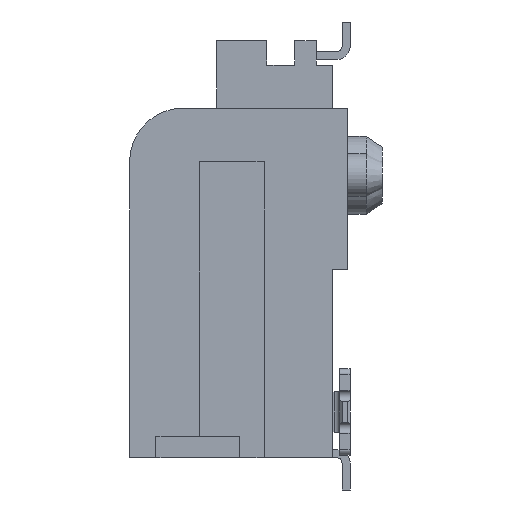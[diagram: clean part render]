
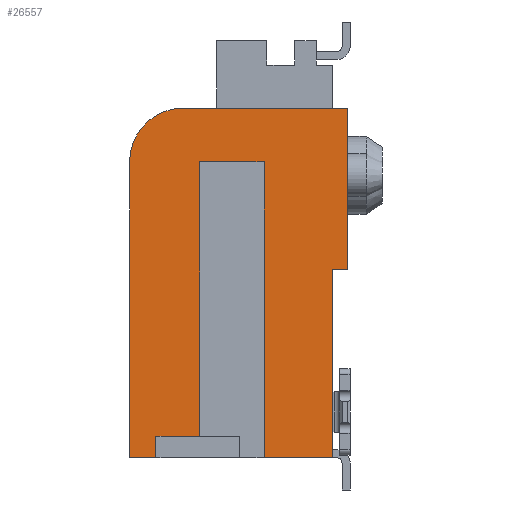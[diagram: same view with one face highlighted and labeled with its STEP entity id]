
A CAD part, left-side view. The second image highlights one B-rep face of the part: STEP entity #26557.
In plain terms, the highlighted planar face has unit normal (-1, 0, 0).
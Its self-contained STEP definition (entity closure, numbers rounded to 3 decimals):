
#213=CIRCLE('',#28118,1.);
#2324=FACE_OUTER_BOUND('',#3796,.T.);
#3796=EDGE_LOOP('',(#20343,#20344,#20345,#20346,#20347,#20348,#20349,#20350,
#20351,#20352,#20353,#20354,#20355));
#4792=LINE('',#36521,#8019);
#4798=LINE('',#36533,#8025);
#4964=LINE('',#36858,#8191);
#5752=LINE('',#38753,#8979);
#6354=LINE('',#40008,#9581);
#6355=LINE('',#40010,#9582);
#6356=LINE('',#40012,#9583);
#6357=LINE('',#40014,#9584);
#6358=LINE('',#40015,#9585);
#6359=LINE('',#40017,#9586);
#6360=LINE('',#40019,#9587);
#6361=LINE('',#40020,#9588);
#8019=VECTOR('',#29474,1.27);
#8025=VECTOR('',#29480,0.49);
#8191=VECTOR('',#29648,3.5);
#8979=VECTOR('',#31372,5.5);
#9581=VECTOR('',#32158,0.4);
#9582=VECTOR('',#32159,0.81);
#9583=VECTOR('',#32160,5.1);
#9584=VECTOR('',#32161,1.2);
#9585=VECTOR('',#32162,5.5);
#9586=VECTOR('',#32163,0.28);
#9587=VECTOR('',#32164,3.);
#9588=VECTOR('',#32165,3.05);
#11246=VERTEX_POINT('',#36518);
#11247=VERTEX_POINT('',#36520);
#11252=VERTEX_POINT('',#36530);
#11253=VERTEX_POINT('',#36532);
#11411=VERTEX_POINT('',#36856);
#12050=VERTEX_POINT('',#38752);
#12610=VERTEX_POINT('',#40005);
#12611=VERTEX_POINT('',#40007);
#12612=VERTEX_POINT('',#40009);
#12613=VERTEX_POINT('',#40011);
#12614=VERTEX_POINT('',#40013);
#12615=VERTEX_POINT('',#40016);
#12616=VERTEX_POINT('',#40018);
#13757=EDGE_CURVE('',#11246,#11247,#4792,.T.);
#13763=EDGE_CURVE('',#11252,#11253,#4798,.T.);
#13929=EDGE_CURVE('',#11411,#11246,#4964,.T.);
#14869=EDGE_CURVE('',#11253,#12050,#5752,.T.);
#15496=EDGE_CURVE('',#12610,#12050,#213,.T.);
#15497=EDGE_CURVE('',#11252,#12611,#6354,.T.);
#15498=EDGE_CURVE('',#12612,#12611,#6355,.T.);
#15499=EDGE_CURVE('',#12612,#12613,#6356,.T.);
#15500=EDGE_CURVE('',#12614,#12613,#6357,.T.);
#15501=EDGE_CURVE('',#11247,#12614,#6358,.T.);
#15502=EDGE_CURVE('',#11411,#12615,#6359,.T.);
#15503=EDGE_CURVE('',#12616,#12615,#6360,.T.);
#15504=EDGE_CURVE('',#12610,#12616,#6361,.T.);
#20343=ORIENTED_EDGE('',*,*,#15496,.T.);
#20344=ORIENTED_EDGE('',*,*,#14869,.F.);
#20345=ORIENTED_EDGE('',*,*,#13763,.F.);
#20346=ORIENTED_EDGE('',*,*,#15497,.T.);
#20347=ORIENTED_EDGE('',*,*,#15498,.F.);
#20348=ORIENTED_EDGE('',*,*,#15499,.T.);
#20349=ORIENTED_EDGE('',*,*,#15500,.F.);
#20350=ORIENTED_EDGE('',*,*,#15501,.F.);
#20351=ORIENTED_EDGE('',*,*,#13757,.F.);
#20352=ORIENTED_EDGE('',*,*,#13929,.F.);
#20353=ORIENTED_EDGE('',*,*,#15502,.T.);
#20354=ORIENTED_EDGE('',*,*,#15503,.F.);
#20355=ORIENTED_EDGE('',*,*,#15504,.F.);
#25369=PLANE('',#28117);
#26557=ADVANCED_FACE('',(#2324),#25369,.F.);
#28117=AXIS2_PLACEMENT_3D('',#40004,#32154,#32155);
#28118=AXIS2_PLACEMENT_3D('',#40006,#32156,#32157);
#29474=DIRECTION('',(0.,1.,0.));
#29480=DIRECTION('',(0.,1.,0.));
#29648=DIRECTION('',(0.,0.,-1.));
#31372=DIRECTION('',(0.,0.,1.));
#32154=DIRECTION('center_axis',(1.,0.,0.));
#32155=DIRECTION('ref_axis',(0.,0.,-1.));
#32156=DIRECTION('center_axis',(-1.,0.,0.));
#32157=DIRECTION('ref_axis',(0.,0.,1.));
#32158=DIRECTION('',(0.,0.,1.));
#32159=DIRECTION('',(0.,1.,0.));
#32160=DIRECTION('',(0.,0.,1.));
#32161=DIRECTION('',(0.,1.,0.));
#32162=DIRECTION('',(0.,0.,1.));
#32163=DIRECTION('',(0.,-1.,0.));
#32164=DIRECTION('',(0.,0.,-1.));
#32165=DIRECTION('',(0.,-1.,0.));
#36518=CARTESIAN_POINT('',(-10.95,-1.885,-7.75));
#36520=CARTESIAN_POINT('',(-10.95,-0.615,-7.75));
#36521=CARTESIAN_POINT('',(-10.95,-1.885,-7.75));
#36530=CARTESIAN_POINT('',(-10.95,1.395,-7.75));
#36532=CARTESIAN_POINT('',(-10.95,1.885,-7.75));
#36533=CARTESIAN_POINT('',(-10.95,1.395,-7.75));
#36856=CARTESIAN_POINT('',(-10.95,-1.885,-4.25));
#36858=CARTESIAN_POINT('',(-10.95,-1.885,-4.25));
#38752=CARTESIAN_POINT('',(-10.95,1.885,-2.25));
#38753=CARTESIAN_POINT('',(-10.95,1.885,-7.75));
#40004=CARTESIAN_POINT('Origin',(-10.95,0.,0.));
#40005=CARTESIAN_POINT('',(-10.95,0.885,-1.25));
#40006=CARTESIAN_POINT('Origin',(-10.95,0.885,-2.25));
#40007=CARTESIAN_POINT('',(-10.95,1.395,-7.35));
#40008=CARTESIAN_POINT('',(-10.95,1.395,-7.75));
#40009=CARTESIAN_POINT('',(-10.95,0.585,-7.35));
#40010=CARTESIAN_POINT('',(-10.95,0.585,-7.35));
#40011=CARTESIAN_POINT('',(-10.95,0.585,-2.25));
#40012=CARTESIAN_POINT('',(-10.95,0.585,-7.35));
#40013=CARTESIAN_POINT('',(-10.95,-0.615,-2.25));
#40014=CARTESIAN_POINT('',(-10.95,-0.615,-2.25));
#40015=CARTESIAN_POINT('',(-10.95,-0.615,-7.75));
#40016=CARTESIAN_POINT('',(-10.95,-2.165,-4.25));
#40017=CARTESIAN_POINT('',(-10.95,-1.885,-4.25));
#40018=CARTESIAN_POINT('',(-10.95,-2.165,-1.25));
#40019=CARTESIAN_POINT('',(-10.95,-2.165,-1.25));
#40020=CARTESIAN_POINT('',(-10.95,0.885,-1.25));
